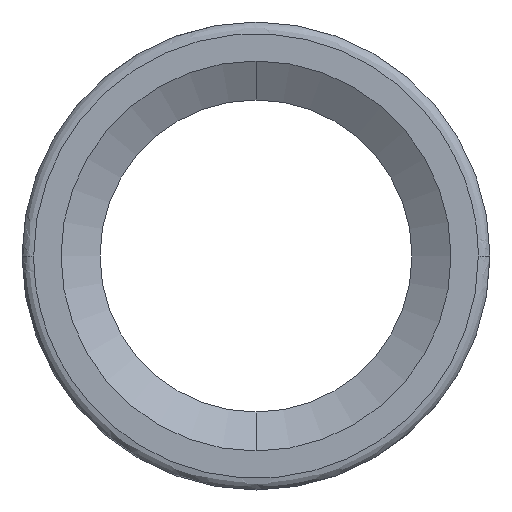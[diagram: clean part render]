
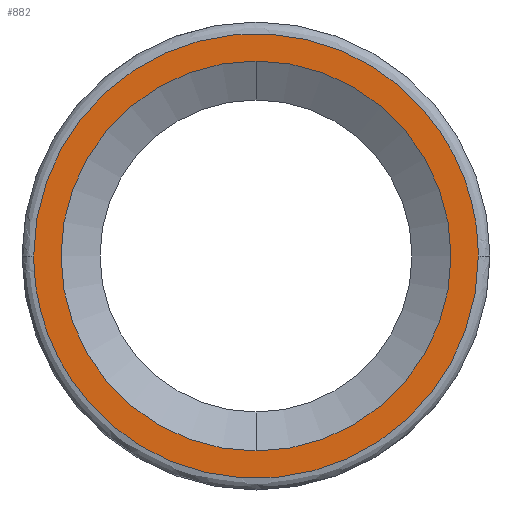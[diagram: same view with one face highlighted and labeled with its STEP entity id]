
A CAD part, front view. The second image highlights one B-rep face of the part: STEP entity #882.
In plain terms, the highlighted planar face has unit normal (0, -1, 0).
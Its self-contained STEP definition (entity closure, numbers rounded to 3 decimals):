
#34 = AXIS2_PLACEMENT_3D ( 'NONE', #510, #509, #517 ) ;
#36 = AXIS2_PLACEMENT_3D ( 'NONE', #532, #513, #546 ) ;
#37 = EDGE_CURVE ( 'NONE', #453, #210, #181, .T. ) ;
#40 = EDGE_CURVE ( 'NONE', #210, #453, #143, .T. ) ;
#70 = EDGE_CURVE ( 'NONE', #297, #418, #920, .T. ) ;
#83 = EDGE_CURVE ( 'NONE', #418, #297, #915, .T. ) ;
#132 = AXIS2_PLACEMENT_3D ( 'NONE', #780, #781, #774 ) ;
#143 = CIRCLE ( 'NONE', #34, 5. ) ;
#181 = CIRCLE ( 'NONE', #36, 5. ) ;
#210 = VERTEX_POINT ( 'NONE', #837 ) ;
#297 = VERTEX_POINT ( 'NONE', #826 ) ;
#331 = ORIENTED_EDGE ( 'NONE', *, *, #70, .F. ) ;
#332 = ORIENTED_EDGE ( 'NONE', *, *, #83, .F. ) ;
#333 = ORIENTED_EDGE ( 'NONE', *, *, #37, .F. ) ;
#334 = ORIENTED_EDGE ( 'NONE', *, *, #40, .F. ) ;
#353 = EDGE_LOOP ( 'NONE', ( #334, #333 ) ) ;
#372 = EDGE_LOOP ( 'NONE', ( #332, #331 ) ) ;
#418 = VERTEX_POINT ( 'NONE', #803 ) ;
#453 = VERTEX_POINT ( 'NONE', #830 ) ;
#457 = FACE_BOUND ( 'NONE', #353, .T. ) ;
#461 = FACE_OUTER_BOUND ( 'NONE', #372, .T. ) ;
#509 = DIRECTION ( 'NONE',  ( 0., -1., 0. ) ) ;
#510 = CARTESIAN_POINT ( 'NONE',  ( 0., 0., 0. ) ) ;
#513 = DIRECTION ( 'NONE',  ( 0., -1., 0. ) ) ;
#517 = DIRECTION ( 'NONE',  ( 0., 0., -1. ) ) ;
#532 = CARTESIAN_POINT ( 'NONE',  ( 0., 0., 0. ) ) ;
#538 = CARTESIAN_POINT ( 'NONE',  ( -5.7, 0., 0. ) ) ;
#539 = CARTESIAN_POINT ( 'NONE',  ( -5.7, 0., -11.4 ) ) ;
#545 = CARTESIAN_POINT ( 'NONE',  ( 5.7, 0., -11.4 ) ) ;
#546 = DIRECTION ( 'NONE',  ( 0., 0., -1. ) ) ;
#547 = CARTESIAN_POINT ( 'NONE',  ( 5.7, 0., 0. ) ) ;
#583 = CARTESIAN_POINT ( 'NONE',  ( 5.7, 0., 0. ) ) ;
#589 = CARTESIAN_POINT ( 'NONE',  ( -5.7, 0., 0. ) ) ;
#608 = CARTESIAN_POINT ( 'NONE',  ( -5.7, 0., 11.4 ) ) ;
#633 = CARTESIAN_POINT ( 'NONE',  ( 5.7, 0., 11.4 ) ) ;
#774 = DIRECTION ( 'NONE',  ( -1., 0., 0. ) ) ;
#776 = PLANE ( 'NONE',  #132 ) ;
#780 = CARTESIAN_POINT ( 'NONE',  ( 5.768, 0., -5.768 ) ) ;
#781 = DIRECTION ( 'NONE',  ( 0., 1., 0. ) ) ;
#803 = CARTESIAN_POINT ( 'NONE',  ( 5.7, 0., 0. ) ) ;
#826 = CARTESIAN_POINT ( 'NONE',  ( -5.7, 0., 0. ) ) ;
#830 = CARTESIAN_POINT ( 'NONE',  ( 0., 0., 5. ) ) ;
#837 = CARTESIAN_POINT ( 'NONE',  ( 0., 0., -5. ) ) ;
#882 = ADVANCED_FACE ( 'NONE', ( #457, #461 ), #776, .F. ) ;
#915 =( BOUNDED_CURVE ( )  B_SPLINE_CURVE ( 3, ( #547, #545, #539, #538 ),
 .UNSPECIFIED., .F., .T. ) 
 B_SPLINE_CURVE_WITH_KNOTS ( ( 4, 4 ),
 ( 0., 1. ),
 .UNSPECIFIED. ) 
 CURVE ( )  GEOMETRIC_REPRESENTATION_ITEM ( )  RATIONAL_B_SPLINE_CURVE ( ( 0.957, 0.319, 0.319, 0.957 ) ) 
 REPRESENTATION_ITEM ( '' )  );
#920 =( BOUNDED_CURVE ( )  B_SPLINE_CURVE ( 3, ( #589, #608, #633, #583 ),
 .UNSPECIFIED., .F., .T. ) 
 B_SPLINE_CURVE_WITH_KNOTS ( ( 4, 4 ),
 ( 0., 1. ),
 .UNSPECIFIED. ) 
 CURVE ( )  GEOMETRIC_REPRESENTATION_ITEM ( )  RATIONAL_B_SPLINE_CURVE ( ( 0.957, 0.319, 0.319, 0.957 ) ) 
 REPRESENTATION_ITEM ( '' )  );
